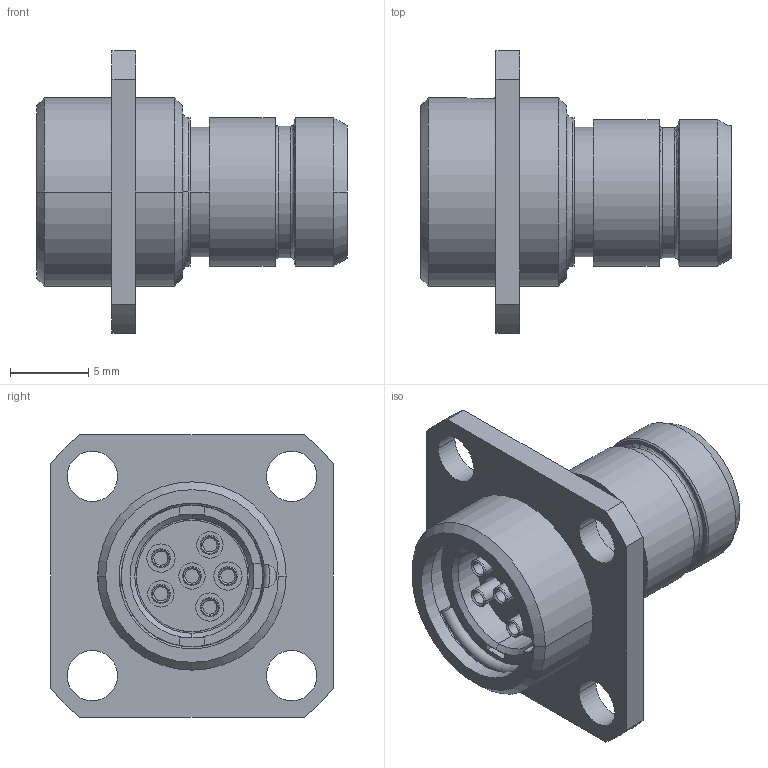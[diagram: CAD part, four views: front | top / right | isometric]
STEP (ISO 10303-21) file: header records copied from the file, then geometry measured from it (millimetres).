
FILE_DESCRIPTION((''),'2;1');
FILE_NAME('1332E006FZ','2024-07-25T13:06:42',('paultorloting'),('NET AG system integration'),'CREO PARAMETRIC BY PTC INC, 2021404','CREO PARAMETRIC BY PTC INC, 2021404','');
FILE_SCHEMA(('AUTOMOTIVE_DESIGN { 1 0 10303 214 1 1 1 1 }'));
Length unit declared in the file: millimetre
Products named in the file (1): 1332E006FZ
Bounding box: 19.8 x 18 x 18 mm (x, y, z)
Volume: 1542.1 mm3; surface area: 2732.9 mm2
Topology: 1 solids, 1 shells, 458 faces, 1109 edges, 707 vertices
Faces by surface type: plane 243, cylinder 118, cone 51, torus 46
Entity records: 15765 total; most frequent: CARTESIAN_POINT 3004, DIRECTION 2350, ORIENTED_EDGE 2218, EDGE_CURVE 1109, AXIS2_PLACEMENT_3D 833, VERTEX_POINT 707, VECTOR 681, LINE 681
